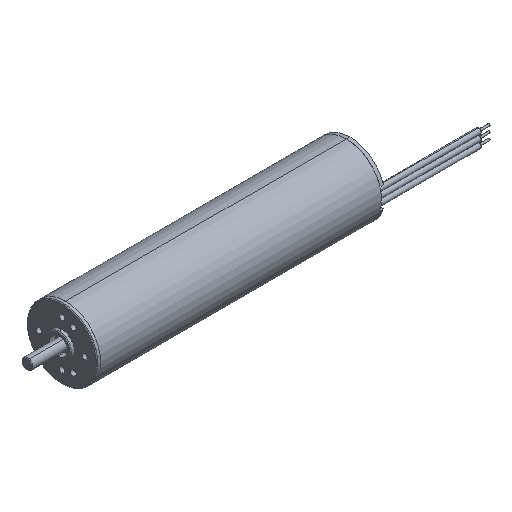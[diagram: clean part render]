
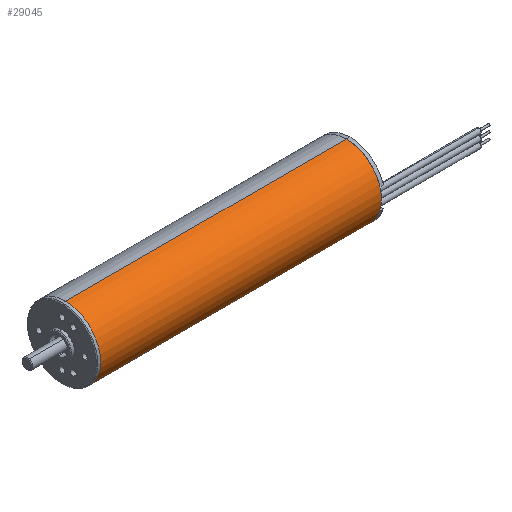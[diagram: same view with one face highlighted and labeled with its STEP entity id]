
A CAD part, isometric view. The second image highlights one B-rep face of the part: STEP entity #29045.
In plain terms, the highlighted cylindrical face has radius 10 mm (diameter 20 mm), a partial arc.
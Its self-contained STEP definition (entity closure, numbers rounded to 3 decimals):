
#1715 = ORIENTED_EDGE ( 'NONE', *, *, #7770, .T. ) ;
#2463 = VERTEX_POINT ( 'NONE', #60624 ) ;
#2582 = DIRECTION ( 'NONE',  ( 1., 0., 0. ) ) ;
#2941 = CARTESIAN_POINT ( 'NONE',  ( 2., 0., 10. ) ) ;
#3023 = DIRECTION ( 'NONE',  ( 1., 0., 0. ) ) ;
#3207 = CIRCLE ( 'NONE', #27220, 10. ) ;
#5806 = CARTESIAN_POINT ( 'NONE',  ( 2., 0., 10. ) ) ;
#6740 = ORIENTED_EDGE ( 'NONE', *, *, #58903, .F. ) ;
#7224 = AXIS2_PLACEMENT_3D ( 'NONE', #44442, #3023, #39319 ) ;
#7308 = DIRECTION ( 'NONE',  ( 0., 0., 1. ) ) ;
#7770 = EDGE_CURVE ( 'NONE', #2463, #45786, #26424, .T. ) ;
#9684 = CARTESIAN_POINT ( 'NONE',  ( 2., 0., -10. ) ) ;
#18808 = DIRECTION ( 'NONE',  ( 0., 0., 1. ) ) ;
#19503 = ORIENTED_EDGE ( 'NONE', *, *, #52453, .T. ) ;
#21744 = CARTESIAN_POINT ( 'NONE',  ( 82., 0., 0. ) ) ;
#22593 = CARTESIAN_POINT ( 'NONE',  ( 82., 0., -10. ) ) ;
#23888 = FACE_OUTER_BOUND ( 'NONE', #30282, .T. ) ;
#25409 = VERTEX_POINT ( 'NONE', #5806 ) ;
#26423 = VERTEX_POINT ( 'NONE', #60112 ) ;
#26424 = LINE ( 'NONE', #9684, #26570 ) ;
#26570 = VECTOR ( 'NONE', #51781, 1000. ) ;
#27220 = AXIS2_PLACEMENT_3D ( 'NONE', #21744, #32346, #7308 ) ;
#28881 = AXIS2_PLACEMENT_3D ( 'NONE', #29063, #39375, #18808 ) ;
#29045 = ADVANCED_FACE ( 'NONE', ( #23888 ), #30040, .T. ) ;
#29063 = CARTESIAN_POINT ( 'NONE',  ( 2., 0., 0. ) ) ;
#30040 = CYLINDRICAL_SURFACE ( 'NONE', #7224, 10. ) ;
#30282 = EDGE_LOOP ( 'NONE', ( #51494, #6740, #1715, #19503 ) ) ;
#31050 = CIRCLE ( 'NONE', #28881, 10. ) ;
#31600 = EDGE_CURVE ( 'NONE', #25409, #26423, #44357, .T. ) ;
#32346 = DIRECTION ( 'NONE',  ( -1., 0., 0. ) ) ;
#39319 = DIRECTION ( 'NONE',  ( 0., 0., -1. ) ) ;
#39375 = DIRECTION ( 'NONE',  ( -1., 0., 0. ) ) ;
#44357 = LINE ( 'NONE', #2941, #44955 ) ;
#44442 = CARTESIAN_POINT ( 'NONE',  ( 2., 0., 0. ) ) ;
#44955 = VECTOR ( 'NONE', #2582, 1000. ) ;
#45786 = VERTEX_POINT ( 'NONE', #22593 ) ;
#51494 = ORIENTED_EDGE ( 'NONE', *, *, #31600, .F. ) ;
#51781 = DIRECTION ( 'NONE',  ( 1., 0., 0. ) ) ;
#52453 = EDGE_CURVE ( 'NONE', #45786, #26423, #3207, .T. ) ;
#58903 = EDGE_CURVE ( 'NONE', #2463, #25409, #31050, .T. ) ;
#60112 = CARTESIAN_POINT ( 'NONE',  ( 82., 0., 10. ) ) ;
#60624 = CARTESIAN_POINT ( 'NONE',  ( 2., 0., -10. ) ) ;
